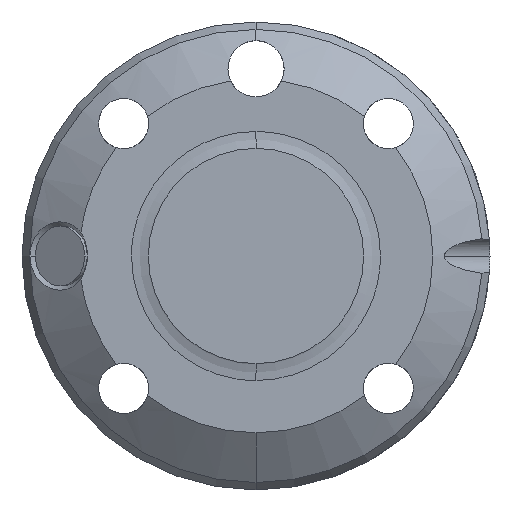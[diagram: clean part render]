
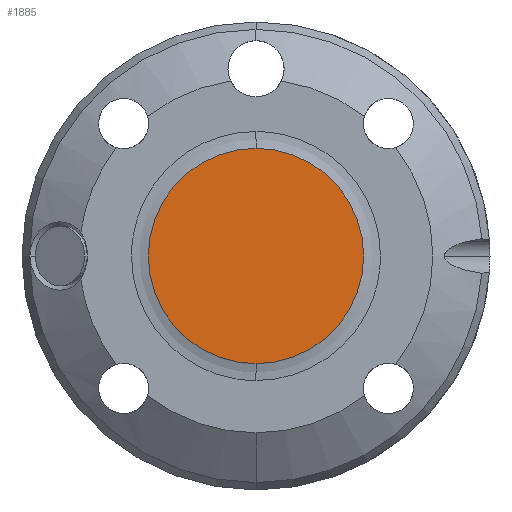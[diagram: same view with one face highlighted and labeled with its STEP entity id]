
A CAD part, left-side view. The second image highlights one B-rep face of the part: STEP entity #1885.
In plain terms, the highlighted planar face has unit normal (-1, 0, 0).
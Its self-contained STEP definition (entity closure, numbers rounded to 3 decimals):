
#172 = CARTESIAN_POINT ( 'NONE',  ( 489.5, 0., 723.5 ) ) ;
#430 = AXIS2_PLACEMENT_3D ( 'NONE', #1288, #1282, #1268 ) ;
#582 = AXIS2_PLACEMENT_3D ( 'NONE', #1548, #1556, #1554 ) ;
#629 = EDGE_CURVE ( 'NONE', #2036, #1779, #1053, .T. ) ;
#765 = FACE_OUTER_BOUND ( 'NONE', #1287, .T. ) ;
#828 = EDGE_CURVE ( 'NONE', #1779, #2036, #995, .T. ) ;
#833 = CARTESIAN_POINT ( 'NONE',  ( 489.5, 0., 700.5 ) ) ;
#995 = CIRCLE ( 'NONE', #1399, 11.5 ) ;
#1053 = CIRCLE ( 'NONE', #582, 11.5 ) ;
#1168 = DIRECTION ( 'NONE',  ( 1., 0., 0. ) ) ;
#1198 = DIRECTION ( 'NONE',  ( 0., 0., -1. ) ) ;
#1206 = CARTESIAN_POINT ( 'NONE',  ( 489.5, 0., 712. ) ) ;
#1268 = DIRECTION ( 'NONE',  ( 0., 0., 1. ) ) ;
#1282 = DIRECTION ( 'NONE',  ( -1., 0., 0. ) ) ;
#1287 = EDGE_LOOP ( 'NONE', ( #1502, #1505 ) ) ;
#1288 = CARTESIAN_POINT ( 'NONE',  ( 489.5, 0., 737. ) ) ;
#1339 = PLANE ( 'NONE',  #430 ) ;
#1399 = AXIS2_PLACEMENT_3D ( 'NONE', #1206, #1168, #1198 ) ;
#1502 = ORIENTED_EDGE ( 'NONE', *, *, #629, .F. ) ;
#1505 = ORIENTED_EDGE ( 'NONE', *, *, #828, .F. ) ;
#1548 = CARTESIAN_POINT ( 'NONE',  ( 489.5, 0., 712. ) ) ;
#1554 = DIRECTION ( 'NONE',  ( 0., 0., -1. ) ) ;
#1556 = DIRECTION ( 'NONE',  ( 1., 0., 0. ) ) ;
#1779 = VERTEX_POINT ( 'NONE', #172 ) ;
#1885 = ADVANCED_FACE ( 'NONE', ( #765 ), #1339, .T. ) ;
#2036 = VERTEX_POINT ( 'NONE', #833 ) ;
